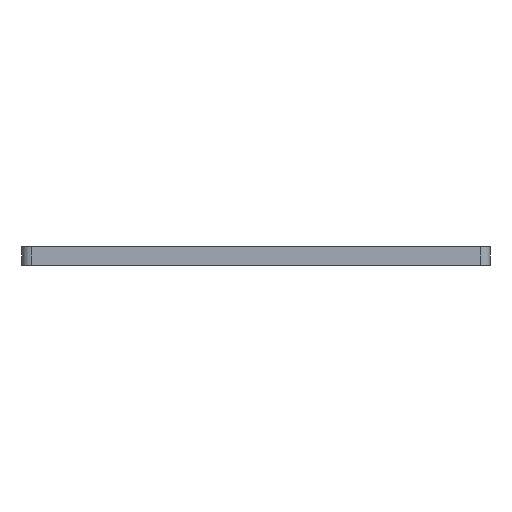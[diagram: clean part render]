
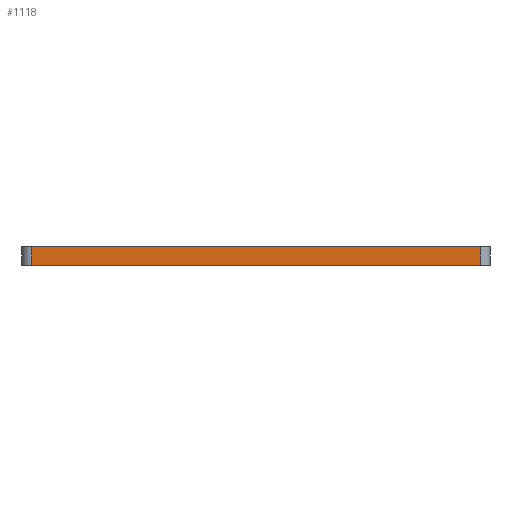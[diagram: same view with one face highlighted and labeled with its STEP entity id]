
A CAD part, left-side view. The second image highlights one B-rep face of the part: STEP entity #1118.
In plain terms, the highlighted planar face has unit normal (-1, 0, 0).
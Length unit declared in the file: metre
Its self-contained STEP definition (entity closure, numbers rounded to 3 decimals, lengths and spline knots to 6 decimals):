
#18=PLANE('',#1203);
#79=LINE('',#1660,#203);
#80=LINE('',#1664,#204);
#81=LINE('',#1666,#205);
#82=LINE('',#1668,#206);
#203=VECTOR('',#1351,1.);
#204=VECTOR('',#1356,1.);
#205=VECTOR('',#1357,1.);
#206=VECTOR('',#1358,1.);
#355=ORIENTED_EDGE('',*,*,#660,.F.);
#356=ORIENTED_EDGE('',*,*,#661,.F.);
#357=ORIENTED_EDGE('',*,*,#662,.T.);
#358=ORIENTED_EDGE('',*,*,#658,.T.);
#658=EDGE_CURVE('',#806,#805,#79,.T.);
#660=EDGE_CURVE('',#807,#805,#80,.T.);
#661=EDGE_CURVE('',#808,#807,#81,.T.);
#662=EDGE_CURVE('',#808,#806,#82,.T.);
#805=VERTEX_POINT('',#1659);
#806=VERTEX_POINT('',#1661);
#807=VERTEX_POINT('',#1665);
#808=VERTEX_POINT('',#1667);
#929=EDGE_LOOP('',(#355,#356,#357,#358));
#1015=FACE_BOUND('',#929,.T.);
#1118=ADVANCED_FACE('',(#1015),#18,.T.);
#1203=AXIS2_PLACEMENT_3D('',#1663,#1354,#1355);
#1351=DIRECTION('',(0.,0.,-1.));
#1354=DIRECTION('',(-1.,0.,0.));
#1355=DIRECTION('',(0.,0.,1.));
#1356=DIRECTION('',(0.,1.,0.));
#1357=DIRECTION('',(0.,0.,-1.));
#1358=DIRECTION('',(0.,1.,0.));
#1659=CARTESIAN_POINT('',(-0.048113,0.037088,0.));
#1660=CARTESIAN_POINT('',(-0.048113,0.037088,0.003));
#1661=CARTESIAN_POINT('',(-0.048113,0.037088,0.003));
#1663=CARTESIAN_POINT('',(-0.048113,0.,0.003));
#1664=CARTESIAN_POINT('',(-0.048113,0.,0.));
#1665=CARTESIAN_POINT('',(-0.048113,-0.037088,0.));
#1666=CARTESIAN_POINT('',(-0.048113,-0.037088,0.003));
#1667=CARTESIAN_POINT('',(-0.048113,-0.037088,0.003));
#1668=CARTESIAN_POINT('',(-0.048113,0.,0.003));
